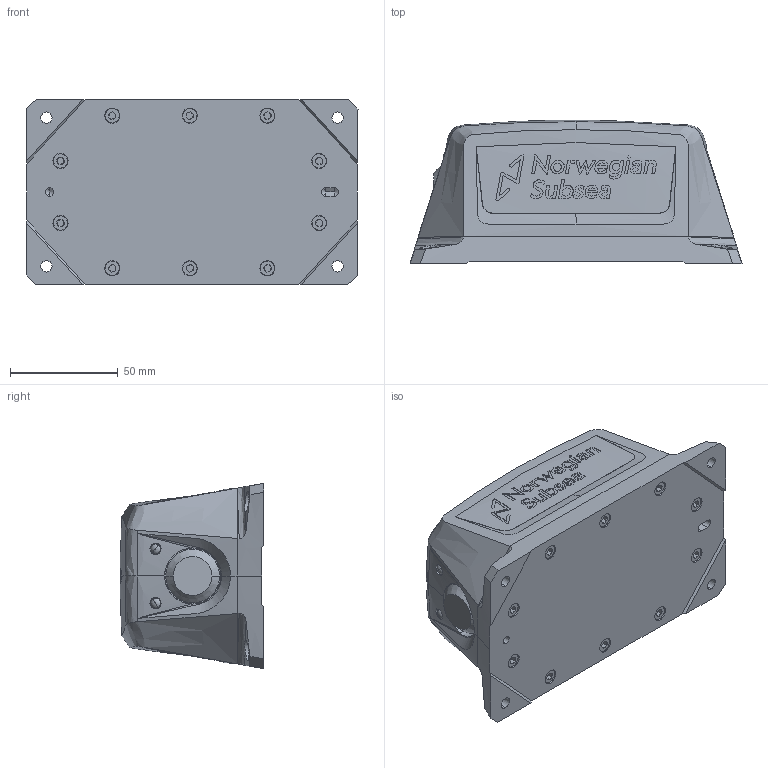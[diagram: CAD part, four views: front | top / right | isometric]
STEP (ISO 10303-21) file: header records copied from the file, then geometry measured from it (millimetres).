
FILE_DESCRIPTION (( 'STEP AP214' ), '1' );
FILE_NAME ('MRU-Marine-A001_C.STEP', '2024-10-17T19:42:56', ( '' ), ( '' ), 'SwSTEP 2.0', 'SolidWorks 2024', '' );
FILE_SCHEMA (( 'AUTOMOTIVE_DESIGN' ));
Length unit declared in the file: millimetre
Products named in the file (9): LEMO-2; LEMO-1; ISO4762 M4X12; O-RING 101.27x2.62; Mentor Light Guide - 1293.5001; hgg_2k_310_cllpv; MRU-Marine-A001_C; MRU-Marine-P002_C; MRU-Marine-P001_C
Assembly tree (18 placements, depth 3):
  MRU-Marine-A001_C
    MRU-Marine-P001_C
    MRU-Marine-P002_C
    hgg_2k_310_cllpv
      LEMO-1
      LEMO-2
    O-RING 101.27x2.62
    Mentor Light Guide - 1293.5001  x2
    ISO4762 M4X12  x10
Bounding box: 154 x 66.61 x 86 mm (x, y, z)
Volume: 328880.6 mm3; surface area: 100563.4 mm2
Topology: 16 solids, 27 shells, 2394 faces, 6415 edges, 4165 vertices
Faces by surface type: cylinder 991, bspline 633, plane 521, cone 212, torus 33, sphere 4
Entity records: 66140 total; most frequent: CARTESIAN_POINT 32470, ORIENTED_EDGE 7890, DIRECTION 4320, EDGE_CURVE 3955, VERTEX_POINT 2601, B_SPLINE_CURVE_WITH_KNOTS 1856, EDGE_LOOP 1654, FACE_OUTER_BOUND 1497
